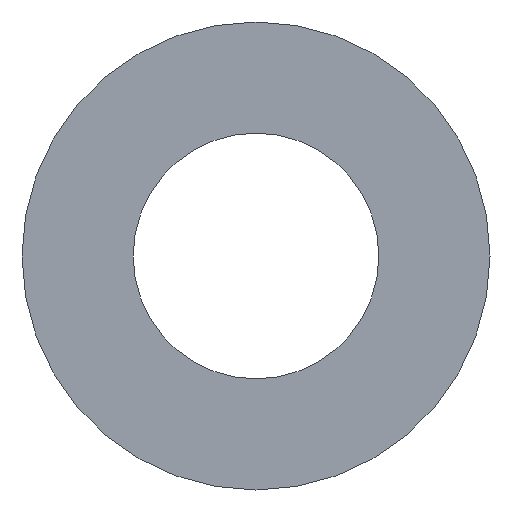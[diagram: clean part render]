
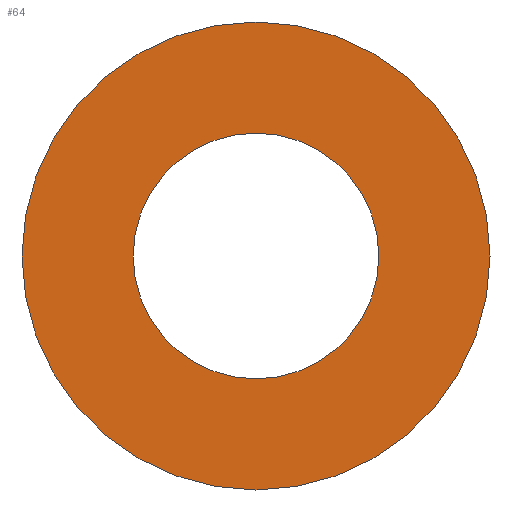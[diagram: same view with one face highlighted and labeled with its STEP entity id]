
A CAD part, left-side view. The second image highlights one B-rep face of the part: STEP entity #64.
In plain terms, the highlighted planar face has unit normal (-1, 0, 0).
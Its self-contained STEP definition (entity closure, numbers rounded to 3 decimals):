
#16=FACE_BOUND('',#28,.T.);
#18=PLANE('',#95);
#22=FACE_OUTER_BOUND('',#27,.T.);
#27=EDGE_LOOP('',(#57));
#28=EDGE_LOOP('',(#58));
#33=CIRCLE('',#89,4.2);
#36=CIRCLE('',#93,8.);
#37=VERTEX_POINT('',#118);
#40=VERTEX_POINT('',#126);
#41=EDGE_CURVE('',#37,#37,#33,.T.);
#46=EDGE_CURVE('',#40,#40,#36,.T.);
#57=ORIENTED_EDGE('',*,*,#46,.T.);
#58=ORIENTED_EDGE('',*,*,#41,.T.);
#64=ADVANCED_FACE('',(#22,#16),#18,.T.);
#89=AXIS2_PLACEMENT_3D('',#119,#100,#101);
#93=AXIS2_PLACEMENT_3D('',#128,#110,#111);
#95=AXIS2_PLACEMENT_3D('',#130,#114,#115);
#100=DIRECTION('center_axis',(1.,0.,0.));
#101=DIRECTION('ref_axis',(0.,-1.,0.));
#110=DIRECTION('center_axis',(-1.,0.,0.));
#111=DIRECTION('ref_axis',(0.,-1.,0.));
#114=DIRECTION('center_axis',(-1.,0.,0.));
#115=DIRECTION('ref_axis',(0.,0.,1.));
#118=CARTESIAN_POINT('',(0.,4.2,0.));
#119=CARTESIAN_POINT('Origin',(0.,0.,0.));
#126=CARTESIAN_POINT('',(0.,8.,0.));
#128=CARTESIAN_POINT('Origin',(0.,0.,0.));
#130=CARTESIAN_POINT('Origin',(0.,0.,0.));
